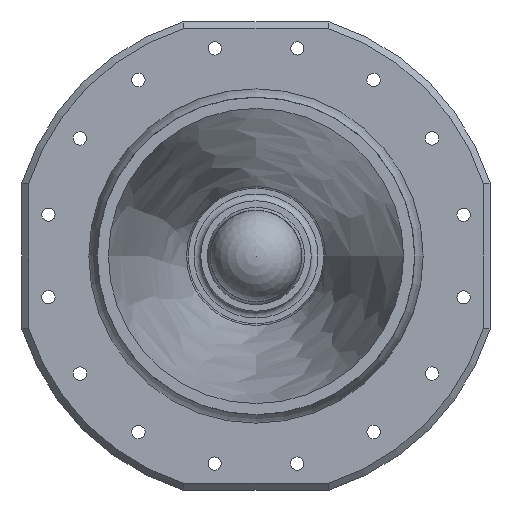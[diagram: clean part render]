
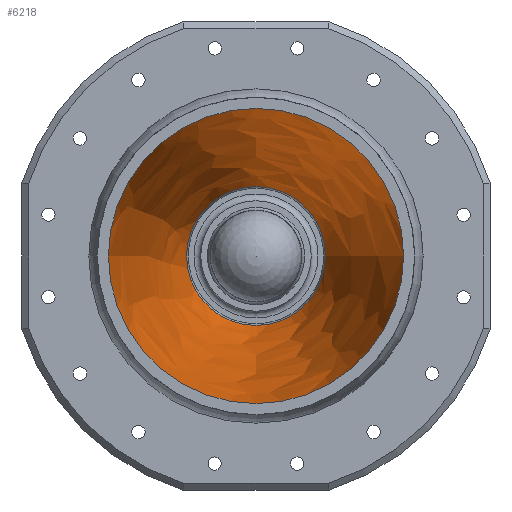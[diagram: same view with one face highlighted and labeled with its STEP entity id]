
A CAD part, front view. The second image highlights one B-rep face of the part: STEP entity #6218.
In plain terms, the highlighted free-form (B-spline) face has degree [2, 2] with [3, 9] control points.
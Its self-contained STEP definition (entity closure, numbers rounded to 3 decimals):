
#34=(
BOUNDED_CURVE()
B_SPLINE_CURVE(2,(#8649,#8650,#8651),.UNSPECIFIED.,.F.,.F.)
B_SPLINE_CURVE_WITH_KNOTS((3,3),(0.,17.669),.UNSPECIFIED.)
CURVE()
GEOMETRIC_REPRESENTATION_ITEM()
RATIONAL_B_SPLINE_CURVE((1.,1.,1.))
REPRESENTATION_ITEM('')
);
#828=(
BOUNDED_SURFACE()
B_SPLINE_SURFACE(2,2,((#8621,#8622,#8623,#8624,#8625,#8626,#8627,#8628,
#8629),(#8630,#8631,#8632,#8633,#8634,#8635,#8636,#8637,#8638),(#8639,#8640,
#8641,#8642,#8643,#8644,#8645,#8646,#8647)),.UNSPECIFIED.,.F.,.T.,.F.)
B_SPLINE_SURFACE_WITH_KNOTS((3,3),(3,2,2,2,3),(0.,17.669),(0.,
1.571,3.142,4.712,6.283),
 .UNSPECIFIED.)
GEOMETRIC_REPRESENTATION_ITEM()
RATIONAL_B_SPLINE_SURFACE(((1.,0.707,1.,0.707,1.,
0.707,1.,0.707,1.),(1.,0.707,1.,0.707,
1.,0.707,1.,0.707,1.),(1.,0.707,1.,
0.707,1.,0.707,1.,0.707,1.)))
REPRESENTATION_ITEM('')
SURFACE()
);
#1578=FACE_OUTER_BOUND('',#1872,.T.);
#1872=EDGE_LOOP('',(#4488,#4489,#4490,#4491,#4492));
#2471=CIRCLE('',#6576,66.242);
#2472=CIRCLE('',#6577,31.157);
#2473=CIRCLE('',#6578,31.157);
#2735=VERTEX_POINT('',#8619);
#2736=VERTEX_POINT('',#8648);
#2737=VERTEX_POINT('',#8652);
#3459=EDGE_CURVE('',#2735,#2735,#2471,.T.);
#3460=EDGE_CURVE('',#2736,#2735,#34,.T.);
#3461=EDGE_CURVE('',#2737,#2736,#2472,.T.);
#3462=EDGE_CURVE('',#2736,#2737,#2473,.T.);
#4488=ORIENTED_EDGE('',*,*,#3460,.T.);
#4489=ORIENTED_EDGE('',*,*,#3459,.T.);
#4490=ORIENTED_EDGE('',*,*,#3460,.F.);
#4491=ORIENTED_EDGE('',*,*,#3461,.F.);
#4492=ORIENTED_EDGE('',*,*,#3462,.F.);
#6218=ADVANCED_FACE('',(#1578),#828,.T.);
#6576=AXIS2_PLACEMENT_3D('',#8620,#7242,#7243);
#6577=AXIS2_PLACEMENT_3D('',#8653,#7244,#7245);
#6578=AXIS2_PLACEMENT_3D('',#8654,#7246,#7247);
#7242=DIRECTION('center_axis',(0.,-1.,0.));
#7243=DIRECTION('ref_axis',(1.,0.,0.));
#7244=DIRECTION('center_axis',(0.,-1.,0.));
#7245=DIRECTION('ref_axis',(1.,0.,0.));
#7246=DIRECTION('center_axis',(0.,-1.,0.));
#7247=DIRECTION('ref_axis',(1.,0.,0.));
#8619=CARTESIAN_POINT('',(66.242,-446.827,0.));
#8620=CARTESIAN_POINT('Origin',(0.,-446.827,
0.));
#8621=CARTESIAN_POINT('Ctrl Pts',(31.157,-273.829,0.));
#8622=CARTESIAN_POINT('Ctrl Pts',(31.157,-273.829,31.157));
#8623=CARTESIAN_POINT('Ctrl Pts',(0.,-273.829,
31.157));
#8624=CARTESIAN_POINT('Ctrl Pts',(-31.157,-273.829,31.157));
#8625=CARTESIAN_POINT('Ctrl Pts',(-31.157,-273.829,0.));
#8626=CARTESIAN_POINT('Ctrl Pts',(-31.157,-273.829,-31.157));
#8627=CARTESIAN_POINT('Ctrl Pts',(0.,-273.829,
-31.157));
#8628=CARTESIAN_POINT('Ctrl Pts',(31.157,-273.829,-31.157));
#8629=CARTESIAN_POINT('Ctrl Pts',(31.157,-273.829,0.));
#8630=CARTESIAN_POINT('Ctrl Pts',(48.705,-322.041,0.));
#8631=CARTESIAN_POINT('Ctrl Pts',(48.705,-322.041,48.705));
#8632=CARTESIAN_POINT('Ctrl Pts',(0.,-322.041,
48.705));
#8633=CARTESIAN_POINT('Ctrl Pts',(-48.705,-322.041,48.705));
#8634=CARTESIAN_POINT('Ctrl Pts',(-48.705,-322.041,0.));
#8635=CARTESIAN_POINT('Ctrl Pts',(-48.705,-322.041,-48.705));
#8636=CARTESIAN_POINT('Ctrl Pts',(0.,-322.041,
-48.705));
#8637=CARTESIAN_POINT('Ctrl Pts',(48.705,-322.041,-48.705));
#8638=CARTESIAN_POINT('Ctrl Pts',(48.705,-322.041,0.));
#8639=CARTESIAN_POINT('Ctrl Pts',(66.242,-446.827,0.));
#8640=CARTESIAN_POINT('Ctrl Pts',(66.242,-446.827,66.242));
#8641=CARTESIAN_POINT('Ctrl Pts',(0.,-446.827,
66.242));
#8642=CARTESIAN_POINT('Ctrl Pts',(-66.242,-446.827,66.242));
#8643=CARTESIAN_POINT('Ctrl Pts',(-66.242,-446.827,0.));
#8644=CARTESIAN_POINT('Ctrl Pts',(-66.242,-446.827,-66.242));
#8645=CARTESIAN_POINT('Ctrl Pts',(0.,-446.827,
-66.242));
#8646=CARTESIAN_POINT('Ctrl Pts',(66.242,-446.827,-66.242));
#8647=CARTESIAN_POINT('Ctrl Pts',(66.242,-446.827,0.));
#8648=CARTESIAN_POINT('',(31.157,-273.829,0.));
#8649=CARTESIAN_POINT('Ctrl Pts',(31.157,-273.829,0.));
#8650=CARTESIAN_POINT('Ctrl Pts',(48.705,-322.041,0.));
#8651=CARTESIAN_POINT('Ctrl Pts',(66.242,-446.827,0.));
#8652=CARTESIAN_POINT('',(0.,-273.829,31.157));
#8653=CARTESIAN_POINT('Origin',(0.,-273.829,
0.));
#8654=CARTESIAN_POINT('Origin',(0.,-273.829,
0.));
